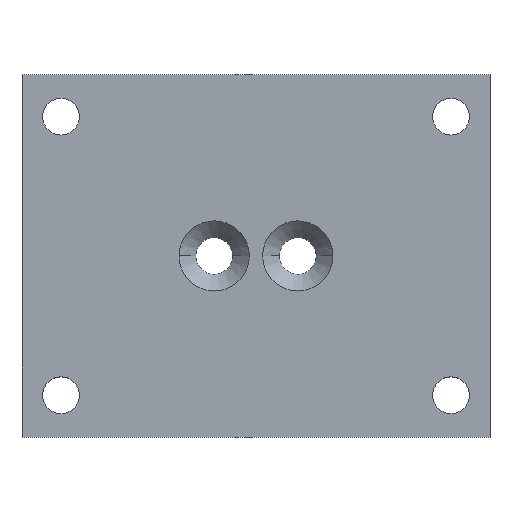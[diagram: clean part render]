
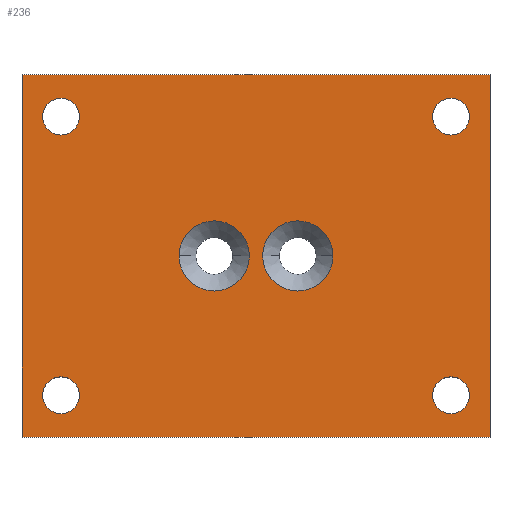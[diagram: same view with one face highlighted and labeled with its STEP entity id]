
A CAD part, top view. The second image highlights one B-rep face of the part: STEP entity #236.
In plain terms, the highlighted planar face has unit normal (0, 0, 1).
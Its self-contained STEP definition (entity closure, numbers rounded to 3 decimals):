
#3 = CIRCLE ( 'NONE', #517, 3.3 ) ;
#7 = CARTESIAN_POINT ( 'NONE',  ( 1.2, 0., 9. ) ) ;
#13 = VERTEX_POINT ( 'NONE', #343 ) ;
#17 = DIRECTION ( 'NONE',  ( 1., 0., 0. ) ) ;
#19 = DIRECTION ( 'NONE',  ( 1., 0., 0. ) ) ;
#20 = VECTOR ( 'NONE', #501, 1000. ) ;
#31 = CARTESIAN_POINT ( 'NONE',  ( 35., -25., 9. ) ) ;
#44 = DIRECTION ( 'NONE',  ( 0., 0., 1. ) ) ;
#58 = EDGE_LOOP ( 'NONE', ( #133, #123 ) ) ;
#59 = CIRCLE ( 'NONE', #703, 3.3 ) ;
#61 = EDGE_CURVE ( 'NONE', #193, #401, #3, .T. ) ;
#69 = AXIS2_PLACEMENT_3D ( 'NONE', #333, #44, #184 ) ;
#73 = LINE ( 'NONE', #341, #419 ) ;
#84 = AXIS2_PLACEMENT_3D ( 'NONE', #631, #448, #334 ) ;
#88 = PLANE ( 'NONE',  #281 ) ;
#101 = FACE_BOUND ( 'NONE', #319, .T. ) ;
#121 = ORIENTED_EDGE ( 'NONE', *, *, #757, .F. ) ;
#123 = ORIENTED_EDGE ( 'NONE', *, *, #729, .F. ) ;
#124 = AXIS2_PLACEMENT_3D ( 'NONE', #146, #203, #249 ) ;
#132 = DIRECTION ( 'NONE',  ( 0., 0., 1. ) ) ;
#133 = ORIENTED_EDGE ( 'NONE', *, *, #580, .F. ) ;
#141 = LINE ( 'NONE', #216, #604 ) ;
#146 = CARTESIAN_POINT ( 'NONE',  ( -35., 25., 9. ) ) ;
#148 = DIRECTION ( 'NONE',  ( 1., 0., 0. ) ) ;
#150 = DIRECTION ( 'NONE',  ( 0., 0., 1. ) ) ;
#160 = AXIS2_PLACEMENT_3D ( 'NONE', #382, #277, #706 ) ;
#163 = ORIENTED_EDGE ( 'NONE', *, *, #632, .T. ) ;
#167 = VECTOR ( 'NONE', #189, 1000. ) ;
#184 = DIRECTION ( 'NONE',  ( 1., 0., 0. ) ) ;
#186 = DIRECTION ( 'NONE',  ( 0., 0., 1. ) ) ;
#189 = DIRECTION ( 'NONE',  ( 1., 0., 0. ) ) ;
#193 = VERTEX_POINT ( 'NONE', #638 ) ;
#203 = DIRECTION ( 'NONE',  ( 0., 0., 1. ) ) ;
#205 = EDGE_LOOP ( 'NONE', ( #562, #409, #711, #163 ) ) ;
#210 = CIRCLE ( 'NONE', #577, 3.3 ) ;
#216 = CARTESIAN_POINT ( 'NONE',  ( 42., -32.5, 9. ) ) ;
#226 = CARTESIAN_POINT ( 'NONE',  ( -35., 25., 9. ) ) ;
#236 = ADVANCED_FACE ( 'NONE', ( #547, #651, #405, #101, #486, #391, #316 ), #88, .T. ) ;
#240 = LINE ( 'NONE', #511, #20 ) ;
#243 = ORIENTED_EDGE ( 'NONE', *, *, #417, .F. ) ;
#247 = AXIS2_PLACEMENT_3D ( 'NONE', #418, #132, #307 ) ;
#249 = DIRECTION ( 'NONE',  ( 1., 0., 0. ) ) ;
#251 = VERTEX_POINT ( 'NONE', #295 ) ;
#257 = DIRECTION ( 'NONE',  ( 1., 0., 0. ) ) ;
#258 = CIRCLE ( 'NONE', #748, 3.3 ) ;
#259 = ORIENTED_EDGE ( 'NONE', *, *, #560, .F. ) ;
#263 = DIRECTION ( 'NONE',  ( 0., 0., 1. ) ) ;
#267 = CARTESIAN_POINT ( 'NONE',  ( -35., -25., 9. ) ) ;
#275 = ORIENTED_EDGE ( 'NONE', *, *, #668, .F. ) ;
#277 = DIRECTION ( 'NONE',  ( 0., 0., 1. ) ) ;
#278 = AXIS2_PLACEMENT_3D ( 'NONE', #602, #375, #17 ) ;
#281 = AXIS2_PLACEMENT_3D ( 'NONE', #540, #186, #148 ) ;
#293 = CIRCLE ( 'NONE', #579, 6.3 ) ;
#295 = CARTESIAN_POINT ( 'NONE',  ( -1.2, 0., 9. ) ) ;
#299 = CARTESIAN_POINT ( 'NONE',  ( 31.7, -25., 9. ) ) ;
#307 = DIRECTION ( 'NONE',  ( 1., 0., 0. ) ) ;
#313 = CARTESIAN_POINT ( 'NONE',  ( -7.5, 0., 9. ) ) ;
#314 = CARTESIAN_POINT ( 'NONE',  ( 38.3, 25., 9. ) ) ;
#316 = FACE_BOUND ( 'NONE', #614, .T. ) ;
#319 = EDGE_LOOP ( 'NONE', ( #661, #481 ) ) ;
#333 = CARTESIAN_POINT ( 'NONE',  ( 7.5, 0., 9. ) ) ;
#334 = DIRECTION ( 'NONE',  ( 1., 0., 0. ) ) ;
#338 = VERTEX_POINT ( 'NONE', #7 ) ;
#341 = CARTESIAN_POINT ( 'NONE',  ( -42., -32.5, 9. ) ) ;
#342 = CIRCLE ( 'NONE', #124, 3.3 ) ;
#343 = CARTESIAN_POINT ( 'NONE',  ( -42., -32.5, 9. ) ) ;
#347 = VERTEX_POINT ( 'NONE', #530 ) ;
#354 = VERTEX_POINT ( 'NONE', #299 ) ;
#375 = DIRECTION ( 'NONE',  ( 0., 0., 1. ) ) ;
#382 = CARTESIAN_POINT ( 'NONE',  ( -7.5, 0., 9. ) ) ;
#388 = DIRECTION ( 'NONE',  ( 1., 0., 0. ) ) ;
#391 = FACE_BOUND ( 'NONE', #58, .T. ) ;
#395 = CARTESIAN_POINT ( 'NONE',  ( 38.3, -25., 9. ) ) ;
#397 = EDGE_CURVE ( 'NONE', #488, #425, #342, .T. ) ;
#401 = VERTEX_POINT ( 'NONE', #681 ) ;
#403 = CIRCLE ( 'NONE', #69, 6.3 ) ;
#404 = CARTESIAN_POINT ( 'NONE',  ( 13.8, 0., 9. ) ) ;
#405 = FACE_BOUND ( 'NONE', #779, .T. ) ;
#409 = ORIENTED_EDGE ( 'NONE', *, *, #503, .T. ) ;
#417 = EDGE_CURVE ( 'NONE', #354, #735, #210, .T. ) ;
#418 = CARTESIAN_POINT ( 'NONE',  ( -35., -25., 9. ) ) ;
#419 = VECTOR ( 'NONE', #640, 1000. ) ;
#425 = VERTEX_POINT ( 'NONE', #673 ) ;
#427 = EDGE_LOOP ( 'NONE', ( #259, #582 ) ) ;
#437 = EDGE_CURVE ( 'NONE', #688, #251, #293, .T. ) ;
#438 = DIRECTION ( 'NONE',  ( 0., 0., 1. ) ) ;
#440 = DIRECTION ( 'NONE',  ( 0., 0., 1. ) ) ;
#442 = CARTESIAN_POINT ( 'NONE',  ( 42., 32.5, 9. ) ) ;
#448 = DIRECTION ( 'NONE',  ( 0., 0., 1. ) ) ;
#450 = CIRCLE ( 'NONE', #160, 6.3 ) ;
#452 = EDGE_CURVE ( 'NONE', #533, #338, #740, .T. ) ;
#465 = VERTEX_POINT ( 'NONE', #686 ) ;
#469 = CIRCLE ( 'NONE', #247, 3.3 ) ;
#481 = ORIENTED_EDGE ( 'NONE', *, *, #535, .F. ) ;
#485 = CARTESIAN_POINT ( 'NONE',  ( 42., -32.5, 9. ) ) ;
#486 = FACE_OUTER_BOUND ( 'NONE', #205, .T. ) ;
#488 = VERTEX_POINT ( 'NONE', #603 ) ;
#495 = AXIS2_PLACEMENT_3D ( 'NONE', #548, #438, #669 ) ;
#501 = DIRECTION ( 'NONE',  ( -1., 0., 0. ) ) ;
#503 = EDGE_CURVE ( 'NONE', #13, #347, #621, .T. ) ;
#508 = DIRECTION ( 'NONE',  ( 1., 0., 0. ) ) ;
#511 = CARTESIAN_POINT ( 'NONE',  ( 42., 32.5, 9. ) ) ;
#513 = CIRCLE ( 'NONE', #278, 3.3 ) ;
#517 = AXIS2_PLACEMENT_3D ( 'NONE', #267, #150, #388 ) ;
#526 = ORIENTED_EDGE ( 'NONE', *, *, #645, .F. ) ;
#530 = CARTESIAN_POINT ( 'NONE',  ( 42., -32.5, 9. ) ) ;
#533 = VERTEX_POINT ( 'NONE', #404 ) ;
#535 = EDGE_CURVE ( 'NONE', #425, #488, #258, .T. ) ;
#540 = CARTESIAN_POINT ( 'NONE',  ( 0., 0., 9. ) ) ;
#547 = FACE_BOUND ( 'NONE', #427, .T. ) ;
#548 = CARTESIAN_POINT ( 'NONE',  ( 7.5, 0., 9. ) ) ;
#549 = CARTESIAN_POINT ( 'NONE',  ( -13.8, 0., 9. ) ) ;
#560 = EDGE_CURVE ( 'NONE', #251, #688, #450, .T. ) ;
#562 = ORIENTED_EDGE ( 'NONE', *, *, #770, .T. ) ;
#571 = DIRECTION ( 'NONE',  ( 0., 0., 1. ) ) ;
#577 = AXIS2_PLACEMENT_3D ( 'NONE', #31, #743, #19 ) ;
#579 = AXIS2_PLACEMENT_3D ( 'NONE', #313, #263, #257 ) ;
#580 = EDGE_CURVE ( 'NONE', #589, #663, #693, .T. ) ;
#582 = ORIENTED_EDGE ( 'NONE', *, *, #437, .F. ) ;
#584 = EDGE_CURVE ( 'NONE', #347, #754, #141, .T. ) ;
#589 = VERTEX_POINT ( 'NONE', #701 ) ;
#602 = CARTESIAN_POINT ( 'NONE',  ( 35., -25., 9. ) ) ;
#603 = CARTESIAN_POINT ( 'NONE',  ( -38.3, 25., 9. ) ) ;
#604 = VECTOR ( 'NONE', #626, 1000. ) ;
#614 = EDGE_LOOP ( 'NONE', ( #526, #639 ) ) ;
#621 = LINE ( 'NONE', #485, #167 ) ;
#626 = DIRECTION ( 'NONE',  ( 0., 1., 0. ) ) ;
#631 = CARTESIAN_POINT ( 'NONE',  ( 35., 25., 9. ) ) ;
#632 = EDGE_CURVE ( 'NONE', #754, #465, #240, .T. ) ;
#638 = CARTESIAN_POINT ( 'NONE',  ( -31.7, -25., 9. ) ) ;
#639 = ORIENTED_EDGE ( 'NONE', *, *, #61, .F. ) ;
#640 = DIRECTION ( 'NONE',  ( 0., -1., 0. ) ) ;
#645 = EDGE_CURVE ( 'NONE', #401, #193, #469, .T. ) ;
#651 = FACE_BOUND ( 'NONE', #751, .T. ) ;
#661 = ORIENTED_EDGE ( 'NONE', *, *, #397, .F. ) ;
#663 = VERTEX_POINT ( 'NONE', #314 ) ;
#668 = EDGE_CURVE ( 'NONE', #735, #354, #513, .T. ) ;
#669 = DIRECTION ( 'NONE',  ( 1., 0., 0. ) ) ;
#673 = CARTESIAN_POINT ( 'NONE',  ( -31.7, 25., 9. ) ) ;
#681 = CARTESIAN_POINT ( 'NONE',  ( -38.3, -25., 9. ) ) ;
#682 = DIRECTION ( 'NONE',  ( 1., 0., 0. ) ) ;
#686 = CARTESIAN_POINT ( 'NONE',  ( -42., 32.5, 9. ) ) ;
#688 = VERTEX_POINT ( 'NONE', #549 ) ;
#693 = CIRCLE ( 'NONE', #84, 3.3 ) ;
#701 = CARTESIAN_POINT ( 'NONE',  ( 31.7, 25., 9. ) ) ;
#703 = AXIS2_PLACEMENT_3D ( 'NONE', #760, #571, #508 ) ;
#706 = DIRECTION ( 'NONE',  ( 1., 0., 0. ) ) ;
#711 = ORIENTED_EDGE ( 'NONE', *, *, #584, .T. ) ;
#729 = EDGE_CURVE ( 'NONE', #663, #589, #59, .T. ) ;
#735 = VERTEX_POINT ( 'NONE', #395 ) ;
#736 = ORIENTED_EDGE ( 'NONE', *, *, #452, .F. ) ;
#740 = CIRCLE ( 'NONE', #495, 6.3 ) ;
#743 = DIRECTION ( 'NONE',  ( 0., 0., 1. ) ) ;
#748 = AXIS2_PLACEMENT_3D ( 'NONE', #226, #440, #682 ) ;
#751 = EDGE_LOOP ( 'NONE', ( #736, #121 ) ) ;
#754 = VERTEX_POINT ( 'NONE', #442 ) ;
#757 = EDGE_CURVE ( 'NONE', #338, #533, #403, .T. ) ;
#760 = CARTESIAN_POINT ( 'NONE',  ( 35., 25., 9. ) ) ;
#770 = EDGE_CURVE ( 'NONE', #465, #13, #73, .T. ) ;
#779 = EDGE_LOOP ( 'NONE', ( #243, #275 ) ) ;
